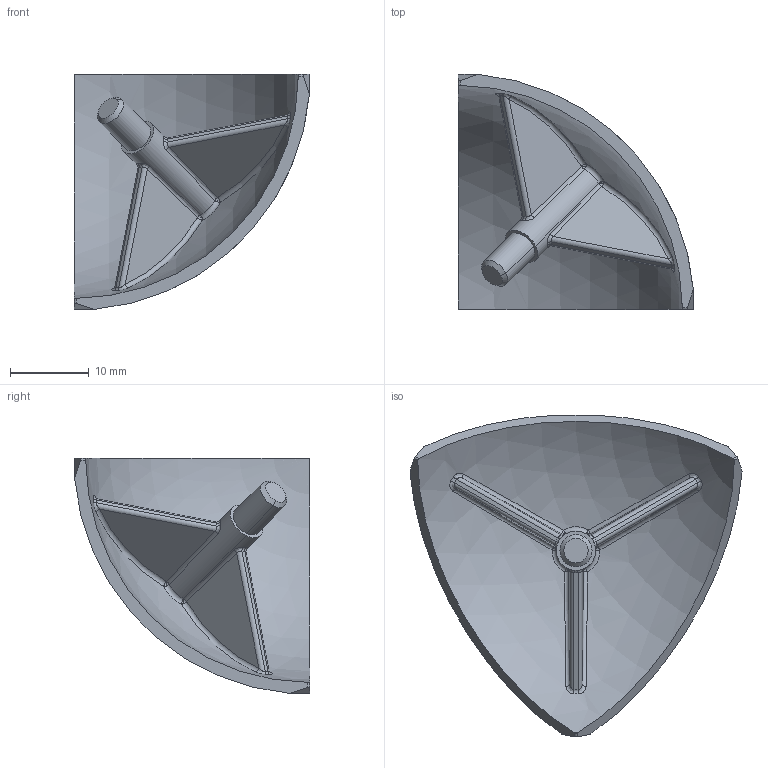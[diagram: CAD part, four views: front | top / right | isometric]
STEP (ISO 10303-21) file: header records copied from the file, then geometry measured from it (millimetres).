
FILE_DESCRIPTION (( 'STEP AP214' ), '1' );
FILE_NAME ('093wea302b.STEP', '2014-08-18T13:05:20', ( '' ), ( '' ), 'SwSTEP 2.0', 'SolidWorks 2014', '' );
FILE_SCHEMA (( 'AUTOMOTIVE_DESIGN' ));
Length unit declared in the file: millimetre
Products named in the file (1): 093wea302b
Bounding box: 29.93 x 29.93 x 29.93 mm (x, y, z)
Volume: 2911.7 mm3; surface area: 3718.2 mm2
Topology: 1 solids, 1 shells, 81 faces, 194 edges, 115 vertices
Faces by surface type: bspline 21, plane 17, torus 16, cylinder 13, sphere 12, cone 2
Entity records: 2846 total; most frequent: CARTESIAN_POINT 1104, ORIENTED_EDGE 376, DIRECTION 360, EDGE_CURVE 188, AXIS2_PLACEMENT_3D 165, VERTEX_POINT 111, CIRCLE 104, EDGE_LOOP 83
